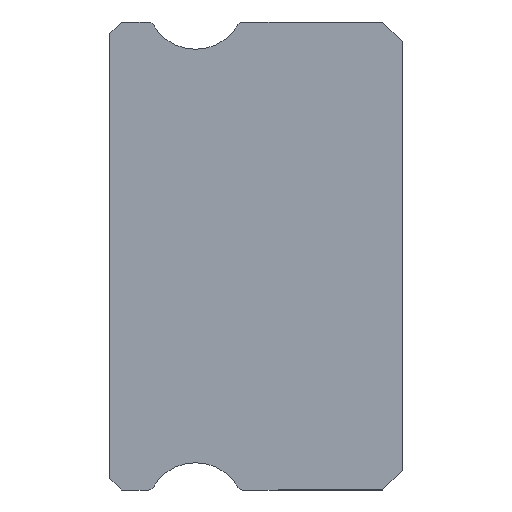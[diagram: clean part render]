
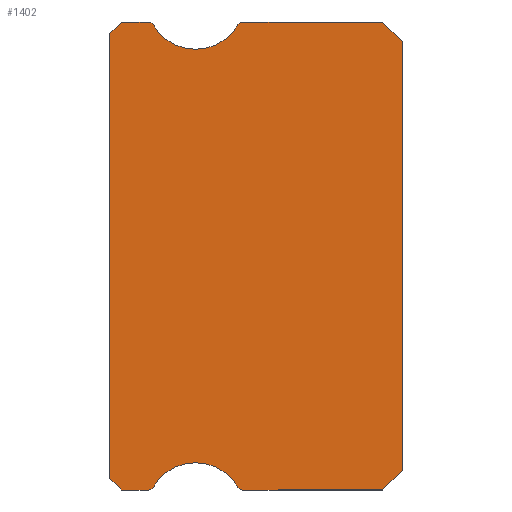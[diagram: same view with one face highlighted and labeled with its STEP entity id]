
A CAD part, left-side view. The second image highlights one B-rep face of the part: STEP entity #1402.
In plain terms, the highlighted planar face has unit normal (-1, 0, 0).
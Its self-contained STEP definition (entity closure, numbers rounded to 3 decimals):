
#60 = ORIENTED_EDGE ( 'NONE', *, *, #2620, .F. ) ;
#61 = DIRECTION ( 'NONE',  ( 0., 1., 0. ) ) ;
#77 = VERTEX_POINT ( 'NONE', #2375 ) ;
#119 = EDGE_CURVE ( 'NONE', #2944, #1518, #1006, .T. ) ;
#169 = ORIENTED_EDGE ( 'NONE', *, *, #3662, .F. ) ;
#183 = CIRCLE ( 'NONE', #4550, 1.25 ) ;
#192 = AXIS2_PLACEMENT_3D ( 'NONE', #992, #1774, #239 ) ;
#230 = DIRECTION ( 'NONE',  ( -1., 0., 0. ) ) ;
#239 = DIRECTION ( 'NONE',  ( 0., 0., -1. ) ) ;
#284 = VERTEX_POINT ( 'NONE', #2066 ) ;
#327 = CARTESIAN_POINT ( 'NONE',  ( -15., 4.088, 6. ) ) ;
#354 = DIRECTION ( 'NONE',  ( 0., 0., -1. ) ) ;
#362 = LINE ( 'NONE', #3339, #3043 ) ;
#368 = CARTESIAN_POINT ( 'NONE',  ( -15., 0., 5.5 ) ) ;
#405 = CARTESIAN_POINT ( 'NONE',  ( -15., 4.088, -6. ) ) ;
#412 = ORIENTED_EDGE ( 'NONE', *, *, #2523, .T. ) ;
#424 = CARTESIAN_POINT ( 'NONE',  ( -15., 6.512, 5.85 ) ) ;
#425 = VERTEX_POINT ( 'NONE', #327 ) ;
#437 = LINE ( 'NONE', #1923, #3809 ) ;
#478 = CARTESIAN_POINT ( 'NONE',  ( -15., 0.5, -6. ) ) ;
#528 = DIRECTION ( 'NONE',  ( 0., 0., -1. ) ) ;
#532 = CARTESIAN_POINT ( 'NONE',  ( -15., 6.512, -6. ) ) ;
#550 = CARTESIAN_POINT ( 'NONE',  ( -15., 6.512, -6. ) ) ;
#553 = CARTESIAN_POINT ( 'NONE',  ( -15., 5.3, 6.55 ) ) ;
#595 = CARTESIAN_POINT ( 'NONE',  ( -15., 7.2, -6. ) ) ;
#673 = EDGE_CURVE ( 'NONE', #77, #4243, #183, .T. ) ;
#675 = DIRECTION ( 'NONE',  ( 0., -0.707, -0.707 ) ) ;
#696 = CARTESIAN_POINT ( 'NONE',  ( -15., 5.3, -6.55 ) ) ;
#752 = DIRECTION ( 'NONE',  ( 0., 0., 1. ) ) ;
#811 = CARTESIAN_POINT ( 'NONE',  ( -15., 4.217, -5.925 ) ) ;
#842 = CIRCLE ( 'NONE', #3568, 0.15 ) ;
#886 = CARTESIAN_POINT ( 'NONE',  ( -15., 7.5, 5.7 ) ) ;
#992 = CARTESIAN_POINT ( 'NONE',  ( -15., 4.088, 5.85 ) ) ;
#1006 = CIRCLE ( 'NONE', #3648, 0.15 ) ;
#1011 = EDGE_CURVE ( 'NONE', #2266, #4103, #4709, .T. ) ;
#1022 = ORIENTED_EDGE ( 'NONE', *, *, #3752, .F. ) ;
#1034 = VECTOR ( 'NONE', #1525, 1000. ) ;
#1068 = EDGE_CURVE ( 'NONE', #4743, #3563, #4595, .T. ) ;
#1105 = VECTOR ( 'NONE', #3914, 1000. ) ;
#1133 = ORIENTED_EDGE ( 'NONE', *, *, #3369, .T. ) ;
#1212 = VERTEX_POINT ( 'NONE', #478 ) ;
#1292 = CARTESIAN_POINT ( 'NONE',  ( -15., 7.5, -5.7 ) ) ;
#1349 = ORIENTED_EDGE ( 'NONE', *, *, #2797, .F. ) ;
#1402 = ADVANCED_FACE ( 'NONE', ( #2483 ), #3225, .F. ) ;
#1505 = EDGE_CURVE ( 'NONE', #4247, #3563, #1864, .T. ) ;
#1506 = CARTESIAN_POINT ( 'NONE',  ( -15., 4.217, 5.925 ) ) ;
#1518 = VERTEX_POINT ( 'NONE', #811 ) ;
#1525 = DIRECTION ( 'NONE',  ( 0., 0., 1. ) ) ;
#1622 = ORIENTED_EDGE ( 'NONE', *, *, #3397, .F. ) ;
#1680 = VERTEX_POINT ( 'NONE', #550 ) ;
#1774 = DIRECTION ( 'NONE',  ( 1., 0., 0. ) ) ;
#1804 = CARTESIAN_POINT ( 'NONE',  ( -15., 6.512, -6. ) ) ;
#1861 = CARTESIAN_POINT ( 'NONE',  ( -15., 0.5, 6. ) ) ;
#1864 = LINE ( 'NONE', #368, #1034 ) ;
#1887 = DIRECTION ( 'NONE',  ( 0., 0., -1. ) ) ;
#1923 = CARTESIAN_POINT ( 'NONE',  ( -15., 7.2, 6. ) ) ;
#1946 = CARTESIAN_POINT ( 'NONE',  ( -15., 4.088, -5.85 ) ) ;
#1952 = EDGE_LOOP ( 'NONE', ( #1133, #1622, #2007, #3204, #3098, #1349, #3591, #3153, #60, #3652, #2663, #1022, #169, #3066, #2317, #2810, #412 ) ) ;
#2007 = ORIENTED_EDGE ( 'NONE', *, *, #3261, .T. ) ;
#2045 = CARTESIAN_POINT ( 'NONE',  ( -15., 0., -5.5 ) ) ;
#2046 = VECTOR ( 'NONE', #2366, 1000. ) ;
#2066 = CARTESIAN_POINT ( 'NONE',  ( -15., 7.5, 5.7 ) ) ;
#2078 = DIRECTION ( 'NONE',  ( 1., 0., 0. ) ) ;
#2099 = DIRECTION ( 'NONE',  ( 0., 0., -1. ) ) ;
#2179 = CARTESIAN_POINT ( 'NONE',  ( -15., 7.2, 6. ) ) ;
#2266 = VERTEX_POINT ( 'NONE', #3215 ) ;
#2278 = AXIS2_PLACEMENT_3D ( 'NONE', #2504, #4764, #3570 ) ;
#2317 = ORIENTED_EDGE ( 'NONE', *, *, #4481, .F. ) ;
#2366 = DIRECTION ( 'NONE',  ( 0., 0.707, -0.707 ) ) ;
#2374 = LINE ( 'NONE', #532, #3390 ) ;
#2375 = CARTESIAN_POINT ( 'NONE',  ( -15., 5.3, 5.3 ) ) ;
#2392 = CARTESIAN_POINT ( 'NONE',  ( -15., 5.3, 6.55 ) ) ;
#2428 = EDGE_CURVE ( 'NONE', #3269, #1680, #4757, .T. ) ;
#2483 = FACE_OUTER_BOUND ( 'NONE', #1952, .T. ) ;
#2504 = CARTESIAN_POINT ( 'NONE',  ( -15., 6.512, 5.85 ) ) ;
#2519 = DIRECTION ( 'NONE',  ( 0., -1., 0. ) ) ;
#2523 = EDGE_CURVE ( 'NONE', #2266, #2750, #437, .T. ) ;
#2584 = CARTESIAN_POINT ( 'NONE',  ( -15., 0., -5.5 ) ) ;
#2620 = EDGE_CURVE ( 'NONE', #4247, #1212, #3596, .T. ) ;
#2663 = ORIENTED_EDGE ( 'NONE', *, *, #1068, .F. ) ;
#2693 = DIRECTION ( 'NONE',  ( 0., 1., 0. ) ) ;
#2726 = CARTESIAN_POINT ( 'NONE',  ( -15., 0.5, 6. ) ) ;
#2737 = VECTOR ( 'NONE', #675, 1000. ) ;
#2750 = VERTEX_POINT ( 'NONE', #2179 ) ;
#2797 = EDGE_CURVE ( 'NONE', #1518, #2846, #3733, .T. ) ;
#2810 = ORIENTED_EDGE ( 'NONE', *, *, #1011, .F. ) ;
#2846 = VERTEX_POINT ( 'NONE', #4216 ) ;
#2911 = CIRCLE ( 'NONE', #192, 0.15 ) ;
#2917 = LINE ( 'NONE', #886, #2046 ) ;
#2944 = VERTEX_POINT ( 'NONE', #405 ) ;
#3037 = CARTESIAN_POINT ( 'NONE',  ( -15., 0., 5.5 ) ) ;
#3043 = VECTOR ( 'NONE', #752, 1000. ) ;
#3066 = ORIENTED_EDGE ( 'NONE', *, *, #673, .F. ) ;
#3082 = DIRECTION ( 'NONE',  ( 0., 0., -1. ) ) ;
#3098 = ORIENTED_EDGE ( 'NONE', *, *, #4536, .F. ) ;
#3124 = DIRECTION ( 'NONE',  ( -1., 0., 0. ) ) ;
#3135 = DIRECTION ( 'NONE',  ( 0., 0.707, -0.707 ) ) ;
#3153 = ORIENTED_EDGE ( 'NONE', *, *, #4024, .F. ) ;
#3191 = DIRECTION ( 'NONE',  ( 0., -1., 0. ) ) ;
#3204 = ORIENTED_EDGE ( 'NONE', *, *, #2428, .T. ) ;
#3215 = CARTESIAN_POINT ( 'NONE',  ( -15., 6.512, 6. ) ) ;
#3223 = CARTESIAN_POINT ( 'NONE',  ( -15., 6.512, -5.85 ) ) ;
#3225 = PLANE ( 'NONE',  #2278 ) ;
#3235 = LINE ( 'NONE', #4728, #4638 ) ;
#3257 = DIRECTION ( 'NONE',  ( -1., 0., 0. ) ) ;
#3261 = EDGE_CURVE ( 'NONE', #3978, #3269, #4255, .T. ) ;
#3269 = VERTEX_POINT ( 'NONE', #4670 ) ;
#3339 = CARTESIAN_POINT ( 'NONE',  ( -15., 7.5, 5.85 ) ) ;
#3369 = EDGE_CURVE ( 'NONE', #2750, #284, #2917, .T. ) ;
#3390 = VECTOR ( 'NONE', #61, 1000. ) ;
#3397 = EDGE_CURVE ( 'NONE', #3978, #284, #362, .T. ) ;
#3418 = AXIS2_PLACEMENT_3D ( 'NONE', #696, #3257, #354 ) ;
#3525 = DIRECTION ( 'NONE',  ( 0., 0., -1. ) ) ;
#3563 = VERTEX_POINT ( 'NONE', #3037 ) ;
#3568 = AXIS2_PLACEMENT_3D ( 'NONE', #3223, #2078, #2099 ) ;
#3570 = DIRECTION ( 'NONE',  ( 0., 0., -1. ) ) ;
#3591 = ORIENTED_EDGE ( 'NONE', *, *, #119, .F. ) ;
#3596 = LINE ( 'NONE', #2045, #3649 ) ;
#3648 = AXIS2_PLACEMENT_3D ( 'NONE', #1946, #3773, #3082 ) ;
#3649 = VECTOR ( 'NONE', #3135, 1000. ) ;
#3652 = ORIENTED_EDGE ( 'NONE', *, *, #1505, .T. ) ;
#3662 = EDGE_CURVE ( 'NONE', #4243, #425, #2911, .T. ) ;
#3727 = CIRCLE ( 'NONE', #4351, 1.25 ) ;
#3733 = CIRCLE ( 'NONE', #3418, 1.25 ) ;
#3752 = EDGE_CURVE ( 'NONE', #425, #4743, #3235, .T. ) ;
#3773 = DIRECTION ( 'NONE',  ( 1., 0., 0. ) ) ;
#3809 = VECTOR ( 'NONE', #2693, 1000. ) ;
#3914 = DIRECTION ( 'NONE',  ( 0., -0.707, -0.707 ) ) ;
#3978 = VERTEX_POINT ( 'NONE', #1292 ) ;
#4024 = EDGE_CURVE ( 'NONE', #1212, #2944, #2374, .T. ) ;
#4082 = AXIS2_PLACEMENT_3D ( 'NONE', #424, #4209, #1887 ) ;
#4103 = VERTEX_POINT ( 'NONE', #4314 ) ;
#4209 = DIRECTION ( 'NONE',  ( 1., 0., 0. ) ) ;
#4216 = CARTESIAN_POINT ( 'NONE',  ( -15., 6.383, -5.925 ) ) ;
#4243 = VERTEX_POINT ( 'NONE', #1506 ) ;
#4247 = VERTEX_POINT ( 'NONE', #2584 ) ;
#4255 = LINE ( 'NONE', #595, #1105 ) ;
#4314 = CARTESIAN_POINT ( 'NONE',  ( -15., 6.383, 5.925 ) ) ;
#4351 = AXIS2_PLACEMENT_3D ( 'NONE', #553, #3124, #3525 ) ;
#4481 = EDGE_CURVE ( 'NONE', #4103, #77, #3727, .T. ) ;
#4536 = EDGE_CURVE ( 'NONE', #2846, #1680, #842, .T. ) ;
#4550 = AXIS2_PLACEMENT_3D ( 'NONE', #2392, #230, #528 ) ;
#4595 = LINE ( 'NONE', #2726, #2737 ) ;
#4638 = VECTOR ( 'NONE', #3191, 1000. ) ;
#4670 = CARTESIAN_POINT ( 'NONE',  ( -15., 7.2, -6. ) ) ;
#4709 = CIRCLE ( 'NONE', #4082, 0.15 ) ;
#4728 = CARTESIAN_POINT ( 'NONE',  ( -15., 6.512, 6. ) ) ;
#4740 = VECTOR ( 'NONE', #2519, 1000. ) ;
#4743 = VERTEX_POINT ( 'NONE', #1861 ) ;
#4757 = LINE ( 'NONE', #1804, #4740 ) ;
#4764 = DIRECTION ( 'NONE',  ( 1., 0., 0. ) ) ;
